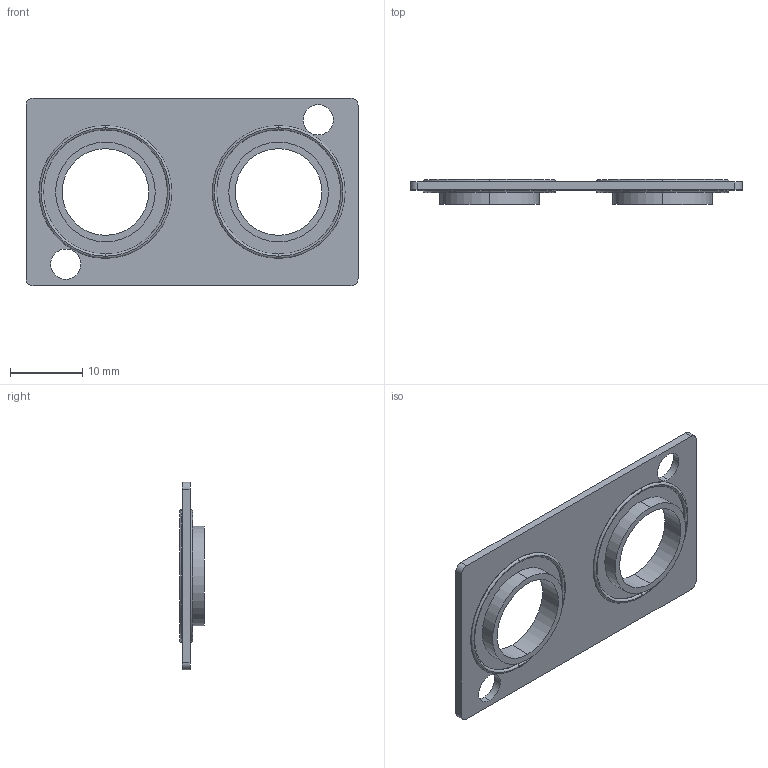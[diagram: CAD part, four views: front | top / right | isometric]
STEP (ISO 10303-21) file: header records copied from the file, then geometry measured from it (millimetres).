
FILE_DESCRIPTION (( 'STEP AP214' ), '1' );
FILE_NAME ('AM-33GS.step', '2016-07-27T15:06:37', ( '' ), ( '' ), 'SwSTEP 2.0', 'SolidWorks 2016', '' );
FILE_SCHEMA (( 'AUTOMOTIVE_DESIGN' ));
Length unit declared in the file: millimetre
Products named in the file (1): AM-33GS
Bounding box: 46 x 3.45 x 26 mm (x, y, z)
Volume: 1219.6 mm3; surface area: 2574.1 mm2
Topology: 1 solids, 1 shells, 60 faces, 132 edges, 80 vertices
Faces by surface type: cylinder 32, torus 16, plane 12
Entity records: 1722 total; most frequent: DIRECTION 342, CARTESIAN_POINT 273, ORIENTED_EDGE 264, AXIS2_PLACEMENT_3D 149, EDGE_CURVE 132, CIRCLE 88, VERTEX_POINT 80, EDGE_LOOP 74
